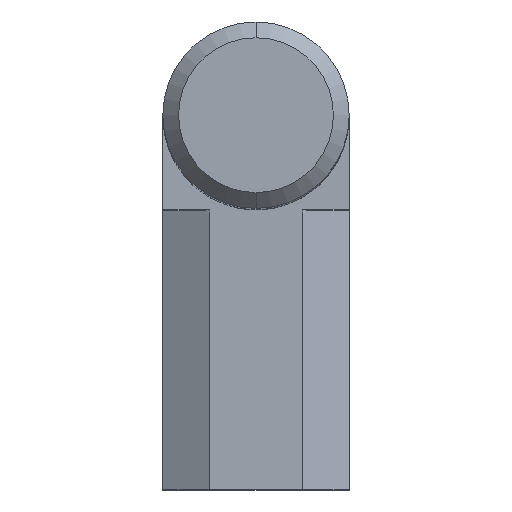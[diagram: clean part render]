
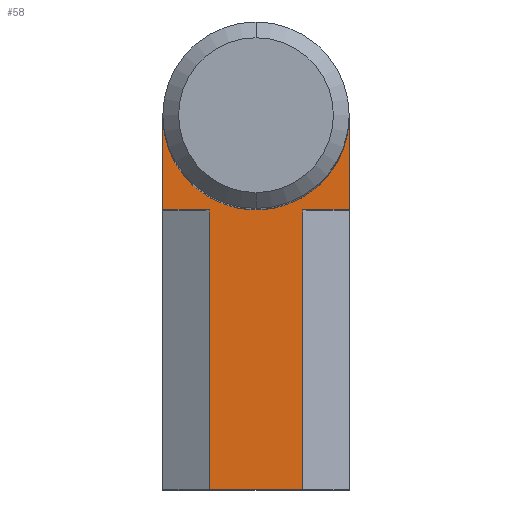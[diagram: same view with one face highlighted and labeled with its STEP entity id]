
A CAD part, top view. The second image highlights one B-rep face of the part: STEP entity #58.
In plain terms, the highlighted planar face has unit normal (0, 0, 1).
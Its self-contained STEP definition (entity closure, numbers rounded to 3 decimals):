
#58=ADVANCED_FACE('',(#90),#91,.F.);
#90=FACE_OUTER_BOUND('',#129,.T.);
#91=PLANE('',#130);
#129=EDGE_LOOP('',(#235,#236,#237,#238,#239,#240,#241,#242,#243));
#130=AXIS2_PLACEMENT_3D('',#244,#245,#246);
#235=ORIENTED_EDGE('',*,*,#327,.F.);
#236=ORIENTED_EDGE('',*,*,#323,.F.);
#237=ORIENTED_EDGE('',*,*,#325,.F.);
#238=ORIENTED_EDGE('',*,*,#308,.T.);
#239=ORIENTED_EDGE('',*,*,#316,.T.);
#240=ORIENTED_EDGE('',*,*,#310,.F.);
#241=ORIENTED_EDGE('',*,*,#326,.F.);
#242=ORIENTED_EDGE('',*,*,#319,.F.);
#243=ORIENTED_EDGE('',*,*,#301,.F.);
#244=CARTESIAN_POINT('',(0.,-2.0,10.0));
#245=DIRECTION('',(0.,0.,-1.0));
#246=DIRECTION('',(1.0,0.,0.));
#301=EDGE_CURVE('',#354,#356,#357,.T.);
#308=EDGE_CURVE('',#364,#368,#370,.T.);
#310=EDGE_CURVE('',#371,#374,#375,.T.);
#316=EDGE_CURVE('',#368,#374,#384,.T.);
#319=EDGE_CURVE('',#356,#385,#388,.T.);
#323=EDGE_CURVE('',#392,#394,#395,.T.);
#325=EDGE_CURVE('',#364,#392,#397,.T.);
#326=EDGE_CURVE('',#385,#371,#398,.T.);
#327=EDGE_CURVE('',#394,#354,#399,.T.);
#354=VERTEX_POINT('',#432);
#356=VERTEX_POINT('',#435);
#357=CIRCLE('',#436,4.0);
#364=VERTEX_POINT('',#445);
#368=VERTEX_POINT('',#451);
#370=LINE('',#454,#455);
#371=VERTEX_POINT('',#456);
#374=VERTEX_POINT('',#460);
#375=LINE('',#461,#462);
#384=LINE('',#476,#477);
#385=VERTEX_POINT('',#478);
#388=LINE('',#483,#484);
#392=VERTEX_POINT('',#489);
#394=VERTEX_POINT('',#492);
#395=LINE('',#493,#494);
#397=LINE('',#497,#498);
#398=LINE('',#499,#500);
#399=CIRCLE('',#501,4.0);
#432=CARTESIAN_POINT('',(0.,-4.0,10.0));
#435=CARTESIAN_POINT('',(4.0,0.,10.0));
#436=AXIS2_PLACEMENT_3D('',#529,#530,#531);
#445=CARTESIAN_POINT('',(-2.0,-4.0,10.0));
#451=CARTESIAN_POINT('',(-2.0,-16.0,10.0));
#454=CARTESIAN_POINT('',(-2.0,-3.0,10.0));
#455=VECTOR('',#540,1.0);
#456=CARTESIAN_POINT('',(2.0,-4.0,10.0));
#460=CARTESIAN_POINT('',(2.0,-16.0,10.0));
#461=CARTESIAN_POINT('',(2.0,-3.0,10.0));
#462=VECTOR('',#542,1.0);
#476=CARTESIAN_POINT('',(2.0,-16.0,10.0));
#477=VECTOR('',#548,1.0);
#478=CARTESIAN_POINT('',(4.0,-4.0,10.0));
#483=CARTESIAN_POINT('',(4.0,-2.0,10.0));
#484=VECTOR('',#551,1.0);
#489=CARTESIAN_POINT('',(-4.0,-4.0,10.0));
#492=CARTESIAN_POINT('',(-4.0,0.,10.0));
#493=CARTESIAN_POINT('',(-4.0,-2.0,10.0));
#494=VECTOR('',#557,1.0);
#497=CARTESIAN_POINT('',(0.,-4.0,10.0));
#498=VECTOR('',#559,1.0);
#499=CARTESIAN_POINT('',(0.,-4.0,10.0));
#500=VECTOR('',#560,1.0);
#501=AXIS2_PLACEMENT_3D('',#561,#562,#563);
#529=CARTESIAN_POINT('',(0.,0.,10.0));
#530=DIRECTION('',(0.,0.,1.0));
#531=DIRECTION('',(0.,-1.0,0.));
#540=DIRECTION('',(0.0,-1.0,0.));
#542=DIRECTION('',(0.0,-1.0,0.));
#548=DIRECTION('',(1.0,0.0,0.0));
#551=DIRECTION('',(0.,-1.0,0.));
#557=DIRECTION('',(0.,1.0,0.));
#559=DIRECTION('',(-1.0,0.,0.));
#560=DIRECTION('',(-1.0,0.,0.));
#561=CARTESIAN_POINT('',(0.,0.,10.0));
#562=DIRECTION('',(0.,0.,1.0));
#563=DIRECTION('',(0.,-1.0,0.));
